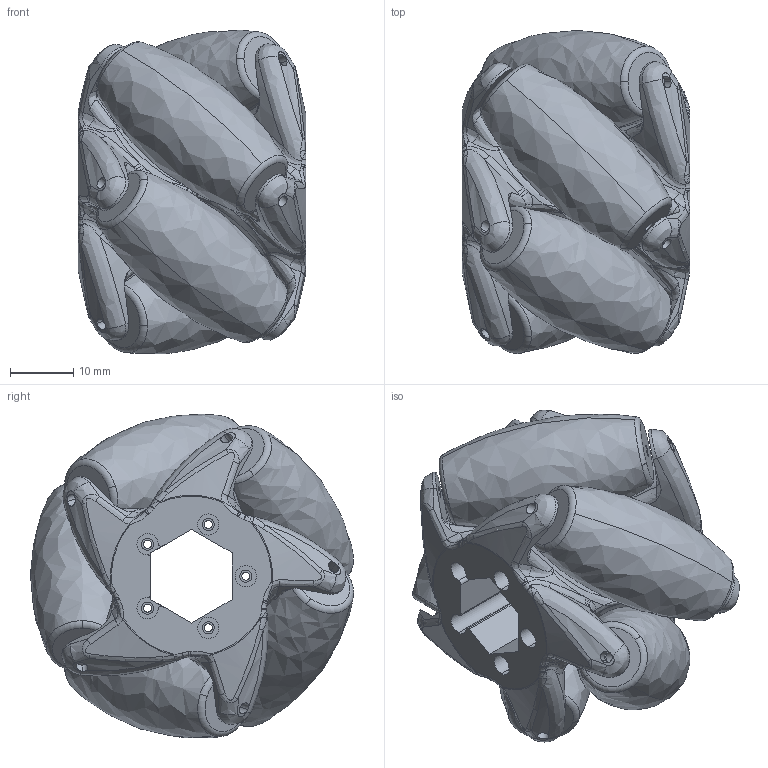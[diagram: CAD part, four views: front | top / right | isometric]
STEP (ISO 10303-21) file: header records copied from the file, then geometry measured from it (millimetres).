
FILE_DESCRIPTION(/* description */ (''),/* implementation_level */ '2;1');
FILE_NAME(/* name */ 'MEC Wheel - FRC125 - 2019 - Release Ver.0 - RIGHT.stp',/* time_stamp */ '2020-01-03T00:33:05-05:00',/* author */ (''),/* organization */ (''),/* preprocessor_version */ 'ST-DEVELOPER v16',/* originating_system */ 'SIEMENS PLM Software NX 11.0',/* authorisation */ '');
FILE_SCHEMA (('AUTOMOTIVE_DESIGN { 1 0 10303 214 3 1 1 1 }'));
Length unit declared in the file: inch
Products named in the file (1): MEC Wheel - FRC125 - 2019 - Release Ver.0 - RIGHT_step
Bounding box: 35.92 x 50.95 x 51.05 mm (x, y, z)
Volume: 40235.7 mm3; surface area: 18611.4 mm2
Topology: 8 solids, 8 shells, 600 faces, 1509 edges, 878 vertices
Faces by surface type: bspline 350, cylinder 121, plane 53, torus 52, sphere 14, cone 10
Entity records: 33287 total; most frequent: CARTESIAN_POINT 18063, ORIENTED_EDGE 2938, DIRECTION 1773, EDGE_CURVE 1469, VERTEX_POINT 878, AXIS2_PLACEMENT_3D 815, EDGE_LOOP 647, ADVANCED_FACE 600
